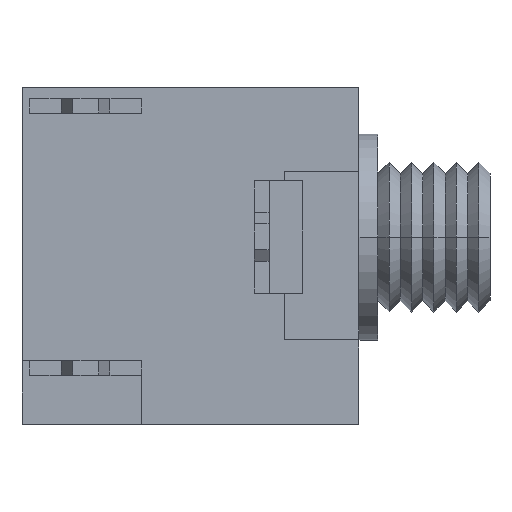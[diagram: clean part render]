
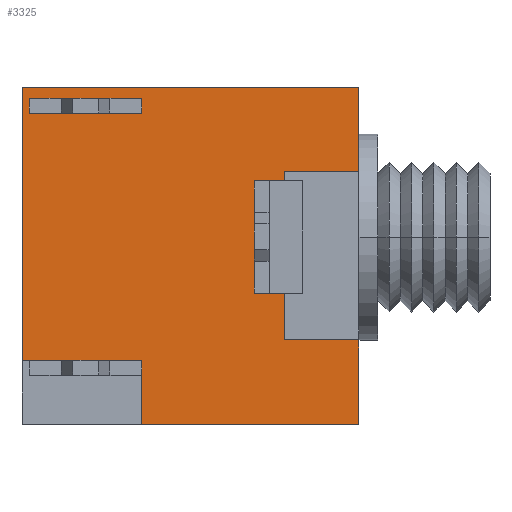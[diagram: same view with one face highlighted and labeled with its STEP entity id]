
A CAD part, top view. The second image highlights one B-rep face of the part: STEP entity #3325.
In plain terms, the highlighted planar face has unit normal (0, 0, 1).
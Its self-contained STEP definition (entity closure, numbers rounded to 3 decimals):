
#3 = VERTEX_POINT ( 'NONE', #1908 ) ;
#4 = VECTOR ( 'NONE', #3246, 1000. ) ;
#36 = EDGE_CURVE ( 'NONE', #2934, #3265, #663, .T. ) ;
#43 = VECTOR ( 'NONE', #694, 1000. ) ;
#83 = CARTESIAN_POINT ( 'NONE',  ( -3.5, 1.75, 4. ) ) ;
#86 = EDGE_CURVE ( 'NONE', #3, #1618, #1031, .T. ) ;
#161 = EDGE_CURVE ( 'NONE', #271, #2934, #1316, .T. ) ;
#166 = CARTESIAN_POINT ( 'NONE',  ( -3.5, -5., 4. ) ) ;
#208 = CARTESIAN_POINT ( 'NONE',  ( -5.5, 1.75, 4. ) ) ;
#241 = PLANE ( 'NONE',  #1579 ) ;
#254 = VERTEX_POINT ( 'NONE', #1682 ) ;
#271 = VERTEX_POINT ( 'NONE', #2791 ) ;
#275 = LINE ( 'NONE', #1320, #1259 ) ;
#288 = ORIENTED_EDGE ( 'NONE', *, *, #1276, .F. ) ;
#322 = LINE ( 'NONE', #1404, #1534 ) ;
#348 = EDGE_LOOP ( 'NONE', ( #288, #2737, #2666, #2205 ) ) ;
#381 = DIRECTION ( 'NONE',  ( 1., 0., 0. ) ) ;
#390 = VERTEX_POINT ( 'NONE', #3094 ) ;
#404 = DIRECTION ( 'NONE',  ( 0., -1., 0. ) ) ;
#429 = CARTESIAN_POINT ( 'NONE',  ( -5.5, -1.5, 4. ) ) ;
#532 = EDGE_CURVE ( 'NONE', #254, #3092, #1445, .T. ) ;
#582 = VECTOR ( 'NONE', #642, 1000. ) ;
#619 = ORIENTED_EDGE ( 'NONE', *, *, #993, .F. ) ;
#642 = DIRECTION ( 'NONE',  ( -1., 0., 0. ) ) ;
#651 = CARTESIAN_POINT ( 'NONE',  ( -3.5, 4., 4. ) ) ;
#660 = CARTESIAN_POINT ( 'NONE',  ( -3.5, 4., 4. ) ) ;
#663 = LINE ( 'NONE', #2207, #3324 ) ;
#676 = CARTESIAN_POINT ( 'NONE',  ( -5.5, -2.75, 4. ) ) ;
#690 = ORIENTED_EDGE ( 'NONE', *, *, #3184, .F. ) ;
#692 = LINE ( 'NONE', #2992, #2133 ) ;
#694 = DIRECTION ( 'NONE',  ( 0., -1., 0. ) ) ;
#716 = ORIENTED_EDGE ( 'NONE', *, *, #36, .F. ) ;
#743 = LINE ( 'NONE', #3200, #582 ) ;
#754 = EDGE_CURVE ( 'NONE', #3092, #1618, #1946, .T. ) ;
#775 = VERTEX_POINT ( 'NONE', #2237 ) ;
#787 = ORIENTED_EDGE ( 'NONE', *, *, #86, .F. ) ;
#796 = LINE ( 'NONE', #1134, #1257 ) ;
#921 = ORIENTED_EDGE ( 'NONE', *, *, #1703, .F. ) ;
#928 = FACE_OUTER_BOUND ( 'NONE', #1370, .T. ) ;
#940 = ORIENTED_EDGE ( 'NONE', *, *, #1066, .F. ) ;
#942 = CARTESIAN_POINT ( 'NONE',  ( -6.3, -1.5, 4. ) ) ;
#991 = EDGE_CURVE ( 'NONE', #3255, #1287, #275, .T. ) ;
#993 = EDGE_CURVE ( 'NONE', #3089, #271, #1088, .T. ) ;
#994 = CARTESIAN_POINT ( 'NONE',  ( -3.5, 4., 4. ) ) ;
#1024 = DIRECTION ( 'NONE',  ( 0., 1., 0. ) ) ;
#1031 = LINE ( 'NONE', #660, #2840 ) ;
#1033 = EDGE_CURVE ( 'NONE', #1981, #1218, #743, .T. ) ;
#1037 = DIRECTION ( 'NONE',  ( 1., 0., 0. ) ) ;
#1055 = EDGE_CURVE ( 'NONE', #1138, #3, #2584, .T. ) ;
#1066 = EDGE_CURVE ( 'NONE', #3255, #1491, #796, .T. ) ;
#1088 = LINE ( 'NONE', #3128, #1732 ) ;
#1133 = VECTOR ( 'NONE', #1208, 1000. ) ;
#1134 = CARTESIAN_POINT ( 'NONE',  ( -3.5, 4., 4. ) ) ;
#1138 = VERTEX_POINT ( 'NONE', #676 ) ;
#1208 = DIRECTION ( 'NONE',  ( 0., -1., 0. ) ) ;
#1218 = VERTEX_POINT ( 'NONE', #208 ) ;
#1219 = ORIENTED_EDGE ( 'NONE', *, *, #1653, .F. ) ;
#1238 = CARTESIAN_POINT ( 'NONE',  ( -12.3, 3.3, 4. ) ) ;
#1257 = VECTOR ( 'NONE', #1389, 1000. ) ;
#1259 = VECTOR ( 'NONE', #2112, 1000. ) ;
#1272 = VECTOR ( 'NONE', #1987, 1000. ) ;
#1276 = EDGE_CURVE ( 'NONE', #390, #775, #2919, .T. ) ;
#1287 = VERTEX_POINT ( 'NONE', #2532 ) ;
#1316 = LINE ( 'NONE', #942, #4 ) ;
#1320 = CARTESIAN_POINT ( 'NONE',  ( -12.5, 4., 4. ) ) ;
#1359 = CARTESIAN_POINT ( 'NONE',  ( -3.5, -5., 4. ) ) ;
#1370 = EDGE_LOOP ( 'NONE', ( #787, #2227, #1219, #716, #2062, #619, #921, #2479, #690, #940, #2764, #1538, #2261, #1641 ) ) ;
#1378 = VERTEX_POINT ( 'NONE', #1837 ) ;
#1389 = DIRECTION ( 'NONE',  ( 1., 0., 0. ) ) ;
#1404 = CARTESIAN_POINT ( 'NONE',  ( -9.3, 3.3, 4. ) ) ;
#1407 = CARTESIAN_POINT ( 'NONE',  ( -9.3, -5., 4. ) ) ;
#1413 = DIRECTION ( 'NONE',  ( 1., 0., 0. ) ) ;
#1426 = LINE ( 'NONE', #2563, #3221 ) ;
#1445 = LINE ( 'NONE', #1959, #43 ) ;
#1458 = CARTESIAN_POINT ( 'NONE',  ( -5.5, -1.5, 4. ) ) ;
#1491 = VERTEX_POINT ( 'NONE', #1588 ) ;
#1534 = VECTOR ( 'NONE', #381, 1000. ) ;
#1538 = ORIENTED_EDGE ( 'NONE', *, *, #3060, .T. ) ;
#1579 = AXIS2_PLACEMENT_3D ( 'NONE', #994, #3049, #2528 ) ;
#1588 = CARTESIAN_POINT ( 'NONE',  ( -3.5, 4., 4. ) ) ;
#1618 = VERTEX_POINT ( 'NONE', #1359 ) ;
#1641 = ORIENTED_EDGE ( 'NONE', *, *, #754, .T. ) ;
#1653 = EDGE_CURVE ( 'NONE', #3265, #1138, #1821, .T. ) ;
#1682 = CARTESIAN_POINT ( 'NONE',  ( -9.3, -3.3, 4. ) ) ;
#1694 = LINE ( 'NONE', #2415, #1890 ) ;
#1703 = EDGE_CURVE ( 'NONE', #1218, #3089, #1694, .T. ) ;
#1732 = VECTOR ( 'NONE', #2332, 1000. ) ;
#1748 = EDGE_CURVE ( 'NONE', #3329, #390, #322, .T. ) ;
#1821 = LINE ( 'NONE', #429, #1852 ) ;
#1837 = CARTESIAN_POINT ( 'NONE',  ( -12.3, 3.7, 4. ) ) ;
#1846 = LINE ( 'NONE', #2116, #1974 ) ;
#1852 = VECTOR ( 'NONE', #2716, 1000. ) ;
#1890 = VECTOR ( 'NONE', #404, 1000. ) ;
#1906 = EDGE_CURVE ( 'NONE', #1378, #3329, #1846, .T. ) ;
#1908 = CARTESIAN_POINT ( 'NONE',  ( -3.5, -2.75, 4. ) ) ;
#1946 = LINE ( 'NONE', #166, #1272 ) ;
#1959 = CARTESIAN_POINT ( 'NONE',  ( -9.3, 0.278, 4. ) ) ;
#1974 = VECTOR ( 'NONE', #2377, 1000. ) ;
#1981 = VERTEX_POINT ( 'NONE', #83 ) ;
#1987 = DIRECTION ( 'NONE',  ( 1., 0., 0. ) ) ;
#2059 = CARTESIAN_POINT ( 'NONE',  ( -9.3, 3.3, 4. ) ) ;
#2062 = ORIENTED_EDGE ( 'NONE', *, *, #161, .F. ) ;
#2112 = DIRECTION ( 'NONE',  ( 0., -1., 0. ) ) ;
#2116 = CARTESIAN_POINT ( 'NONE',  ( -12.3, 3.3, 4. ) ) ;
#2133 = VECTOR ( 'NONE', #2723, 1000. ) ;
#2134 = LINE ( 'NONE', #651, #1133 ) ;
#2205 = ORIENTED_EDGE ( 'NONE', *, *, #2753, .F. ) ;
#2207 = CARTESIAN_POINT ( 'NONE',  ( -5.9, -1.5, 4. ) ) ;
#2227 = ORIENTED_EDGE ( 'NONE', *, *, #1055, .F. ) ;
#2237 = CARTESIAN_POINT ( 'NONE',  ( -9.3, 3.7, 4. ) ) ;
#2256 = VECTOR ( 'NONE', #1024, 1000. ) ;
#2261 = ORIENTED_EDGE ( 'NONE', *, *, #532, .T. ) ;
#2297 = FACE_BOUND ( 'NONE', #348, .T. ) ;
#2332 = DIRECTION ( 'NONE',  ( -1., 0., 0. ) ) ;
#2377 = DIRECTION ( 'NONE',  ( 0., -1., 0. ) ) ;
#2415 = CARTESIAN_POINT ( 'NONE',  ( -5.5, 1.75, 4. ) ) ;
#2457 = CARTESIAN_POINT ( 'NONE',  ( -12.5, 4., 4. ) ) ;
#2479 = ORIENTED_EDGE ( 'NONE', *, *, #1033, .F. ) ;
#2528 = DIRECTION ( 'NONE',  ( -1., 0., 0. ) ) ;
#2532 = CARTESIAN_POINT ( 'NONE',  ( -12.5, -3.3, 4. ) ) ;
#2563 = CARTESIAN_POINT ( 'NONE',  ( -3.5, -3.3, 4. ) ) ;
#2584 = LINE ( 'NONE', #2937, #3189 ) ;
#2666 = ORIENTED_EDGE ( 'NONE', *, *, #1906, .F. ) ;
#2670 = CARTESIAN_POINT ( 'NONE',  ( -5.5, 1.5, 4. ) ) ;
#2716 = DIRECTION ( 'NONE',  ( 0., -1., 0. ) ) ;
#2723 = DIRECTION ( 'NONE',  ( -1., 0., 0. ) ) ;
#2737 = ORIENTED_EDGE ( 'NONE', *, *, #1748, .F. ) ;
#2753 = EDGE_CURVE ( 'NONE', #775, #1378, #692, .T. ) ;
#2764 = ORIENTED_EDGE ( 'NONE', *, *, #991, .T. ) ;
#2791 = CARTESIAN_POINT ( 'NONE',  ( -6.3, 1.5, 4. ) ) ;
#2840 = VECTOR ( 'NONE', #3204, 1000. ) ;
#2919 = LINE ( 'NONE', #2059, #2256 ) ;
#2934 = VERTEX_POINT ( 'NONE', #3070 ) ;
#2937 = CARTESIAN_POINT ( 'NONE',  ( -3.5, -2.75, 4. ) ) ;
#2985 = DIRECTION ( 'NONE',  ( 1., 0., 0. ) ) ;
#2992 = CARTESIAN_POINT ( 'NONE',  ( -9.3, 3.7, 4. ) ) ;
#3049 = DIRECTION ( 'NONE',  ( 0., 0., -1. ) ) ;
#3060 = EDGE_CURVE ( 'NONE', #1287, #254, #1426, .T. ) ;
#3070 = CARTESIAN_POINT ( 'NONE',  ( -6.3, -1.5, 4. ) ) ;
#3089 = VERTEX_POINT ( 'NONE', #2670 ) ;
#3092 = VERTEX_POINT ( 'NONE', #1407 ) ;
#3094 = CARTESIAN_POINT ( 'NONE',  ( -9.3, 3.3, 4. ) ) ;
#3128 = CARTESIAN_POINT ( 'NONE',  ( -6.3, 1.5, 4. ) ) ;
#3184 = EDGE_CURVE ( 'NONE', #1491, #1981, #2134, .T. ) ;
#3189 = VECTOR ( 'NONE', #1413, 1000. ) ;
#3200 = CARTESIAN_POINT ( 'NONE',  ( -3.5, 1.75, 4. ) ) ;
#3204 = DIRECTION ( 'NONE',  ( 0., -1., 0. ) ) ;
#3221 = VECTOR ( 'NONE', #1037, 1000. ) ;
#3246 = DIRECTION ( 'NONE',  ( 0., -1., 0. ) ) ;
#3255 = VERTEX_POINT ( 'NONE', #2457 ) ;
#3265 = VERTEX_POINT ( 'NONE', #1458 ) ;
#3324 = VECTOR ( 'NONE', #2985, 1000. ) ;
#3325 = ADVANCED_FACE ( 'NONE', ( #2297, #928 ), #241, .F. ) ;
#3329 = VERTEX_POINT ( 'NONE', #1238 ) ;
